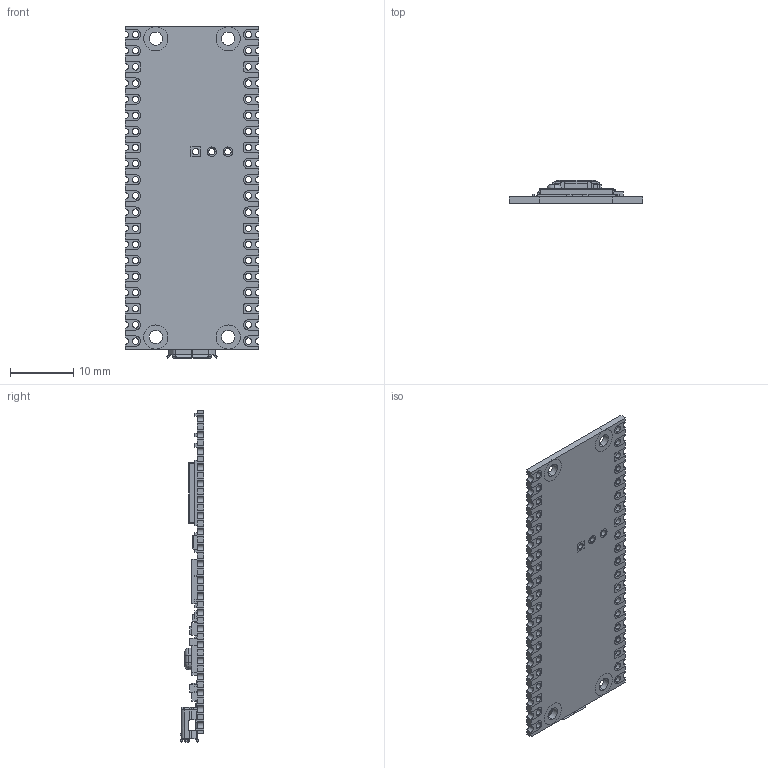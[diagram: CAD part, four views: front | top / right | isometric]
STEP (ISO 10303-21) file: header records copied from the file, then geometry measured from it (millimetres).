
FILE_DESCRIPTION (( 'STEP AP214' ), '1' );
FILE_NAME ('RASPBERRY PI PICO W.STEP', '2024-07-07T22:40:31', ( '' ), ( '' ), 'SwSTEP 2.0', 'SolidWorks 2021', '' );
FILE_SCHEMA (( 'AUTOMOTIVE_DESIGN' ));
Length unit declared in the file: millimetre
Products named in the file (1): RASPBERRY PI PICO W
Bounding box: 21 x 3.73 x 52.3 mm (x, y, z)
Volume: 1231.9 mm3; surface area: 4232.3 mm2
Topology: 126 solids, 126 shells, 1693 faces, 4103 edges, 2641 vertices
Faces by surface type: plane 1231, cylinder 442, torus 10, sphere 8, cone 2
Entity records: 50373 total; most frequent: CARTESIAN_POINT 8542, DIRECTION 8358, ORIENTED_EDGE 8190, EDGE_CURVE 4095, VECTOR 3184, LINE 3184, VERTEX_POINT 2641, AXIS2_PLACEMENT_3D 2587
